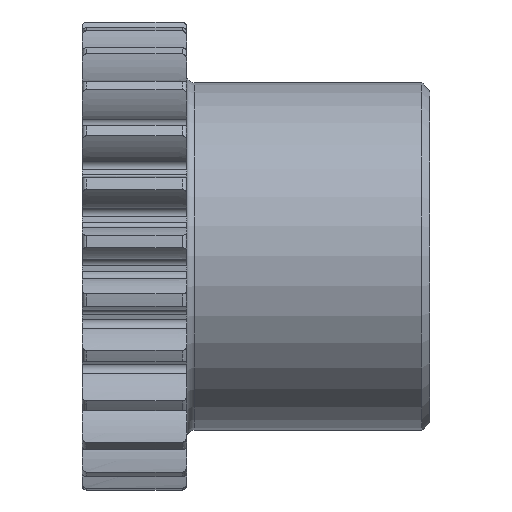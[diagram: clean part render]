
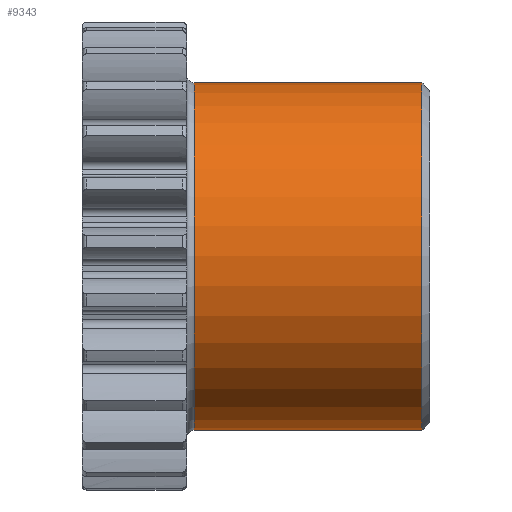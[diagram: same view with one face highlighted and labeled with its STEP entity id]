
A CAD part, top view. The second image highlights one B-rep face of the part: STEP entity #9343.
In plain terms, the highlighted cylindrical face has radius 5 mm (diameter 10 mm), a partial arc.
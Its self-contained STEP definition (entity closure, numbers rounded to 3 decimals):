
#4260=CARTESIAN_POINT('',(1.725,0.,0.));
#4261=DIRECTION('',(1.,0.,0.));
#4262=DIRECTION('',(0.,1.,0.));
#4263=AXIS2_PLACEMENT_3D('',#4260,#4261,#4262);
#4265=CARTESIAN_POINT('',(8.275,0.,0.));
#4266=DIRECTION('',(1.,0.,0.));
#4267=DIRECTION('',(0.,1.,0.));
#4268=AXIS2_PLACEMENT_3D('',#4265,#4266,#4267);
#4270=DIRECTION('',(-1.,0.,0.));
#4271=VECTOR('',#4270,6.55);
#4272=CARTESIAN_POINT('',(8.275,-5.,0.));
#4273=LINE('',#4272,#4271);
#4279=DIRECTION('',(-1.,0.,0.));
#4280=VECTOR('',#4279,6.55);
#4281=CARTESIAN_POINT('',(8.275,5.,0.));
#4282=LINE('',#4281,#4280);
#5108=CARTESIAN_POINT('',(8.275,5.,0.));
#5110=VERTEX_POINT('',#5108);
#5112=CARTESIAN_POINT('',(8.275,-5.,0.));
#5114=VERTEX_POINT('',#5112);
#5119=CARTESIAN_POINT('',(1.725,-5.,0.));
#5120=CARTESIAN_POINT('',(1.725,5.,0.));
#5121=VERTEX_POINT('',#5119);
#5122=VERTEX_POINT('',#5120);
#9329=CARTESIAN_POINT('',(-0.425,0.,0.));
#9330=DIRECTION('',(1.,0.,0.));
#9331=DIRECTION('',(0.,-1.,0.));
#9332=AXIS2_PLACEMENT_3D('',#9329,#9330,#9331);
#9333=CYLINDRICAL_SURFACE('',#9332,5.);
#9334=ORIENTED_EDGE('',*,*,#9323,.F.);
#9336=ORIENTED_EDGE('',*,*,#9335,.F.);
#9338=ORIENTED_EDGE('',*,*,#9337,.T.);
#9340=ORIENTED_EDGE('',*,*,#9339,.T.);
#9341=EDGE_LOOP('',(#9334,#9336,#9338,#9340));
#9342=FACE_OUTER_BOUND('',#9341,.F.);
#9343=ADVANCED_FACE('',(#9342),#9333,.T.);
#4264=CIRCLE('',#4263,5.);
#4269=CIRCLE('',#4268,5.);
#9323=EDGE_CURVE('',#5122,#5121,#4264,.T.);
#9335=EDGE_CURVE('',#5110,#5122,#4282,.T.);
#9337=EDGE_CURVE('',#5110,#5114,#4269,.T.);
#9339=EDGE_CURVE('',#5114,#5121,#4273,.T.);
